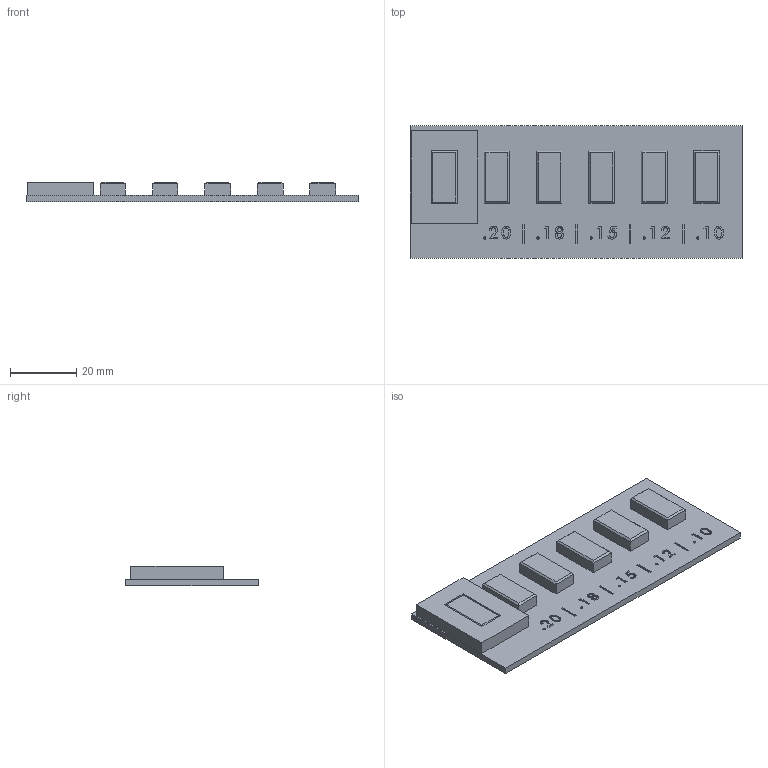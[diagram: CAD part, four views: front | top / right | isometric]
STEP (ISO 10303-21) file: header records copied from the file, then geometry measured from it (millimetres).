
FILE_DESCRIPTION(/* description */ (''),/* implementation_level */ '2;1');
FILE_NAME(/* name */ 'Tolerance Check v4.step',/* time_stamp */ '2024-04-26T01:39:18-07:00',/* author */ (''),/* organization */ (''),/* preprocessor_version */ 'ST-DEVELOPER v20',/* originating_system */ 'Autodesk Translation Framework v12.20.1.177',/* authorisation */ '');
FILE_SCHEMA (('AUTOMOTIVE_DESIGN { 1 0 10303 214 3 1 1 }'));
Length unit declared in the file: millimetre
Products named in the file (2): Tolerance Check; Component1
Assembly tree (1 placements, depth 2):
  Tolerance Check
    Component1
Bounding box: 100 x 40 x 6 mm (x, y, z)
Volume: 12598 mm3; surface area: 11145.1 mm2
Topology: 2 solids, 2 shells, 288 faces, 741 edges, 486 vertices
Faces by surface type: plane 152, bspline 136
Entity records: 9951 total; most frequent: CARTESIAN_POINT 3830, ORIENTED_EDGE 1482, DIRECTION 779, EDGE_CURVE 741, VERTEX_POINT 486, LINE 469, VECTOR 469, EDGE_LOOP 319
